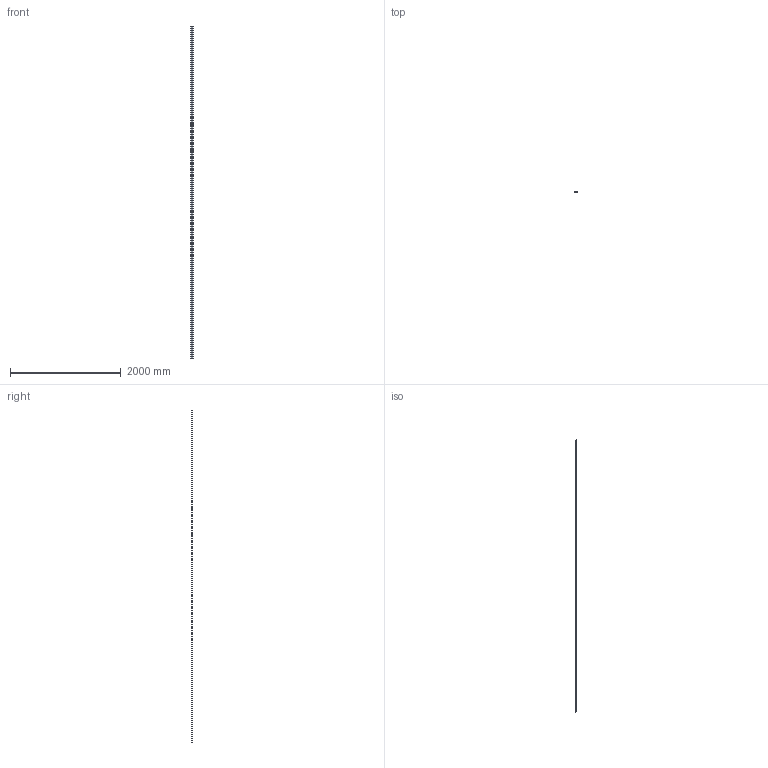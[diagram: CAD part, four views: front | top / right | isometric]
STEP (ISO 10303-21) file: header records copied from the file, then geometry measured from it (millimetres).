
FILE_DESCRIPTION (( 'STEP AP214' ), '1' );
FILE_NAME ('EA177171-2997-49FC-A39A-51CB10CD3DCD.STEP', '2023-08-02T07:43:29', ( '' ), ( '' ), 'SwSTEP 2.0', 'SolidWorks 2022', '' );
FILE_SCHEMA (( 'AUTOMOTIVE_DESIGN' ));
Length unit declared in the file: millimetre
Products named in the file (1): EA177171-2997-49FC-A39A-51CB10CD3DCD
Bounding box: 42 x 17 x 6000 mm (x, y, z)
Volume: 1522660.1 mm3; surface area: 839931.8 mm2
Topology: 1 solids, 1 shells, 34 faces, 96 edges, 64 vertices
Faces by surface type: plane 19, cylinder 15
Entity records: 1144 total; most frequent: DIRECTION 196, CARTESIAN_POINT 195, ORIENTED_EDGE 192, EDGE_CURVE 96, LINE 66, VECTOR 66, AXIS2_PLACEMENT_3D 65, VERTEX_POINT 64
